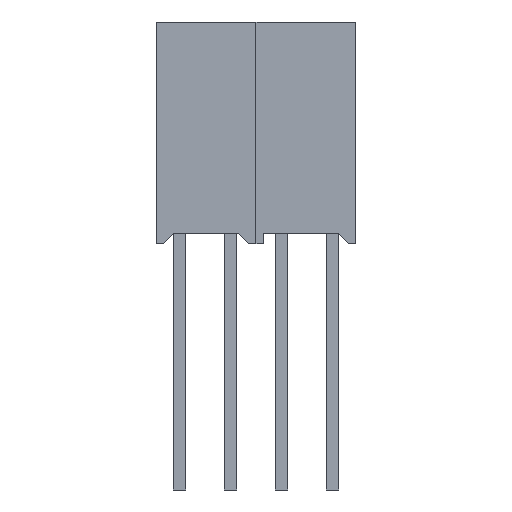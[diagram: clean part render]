
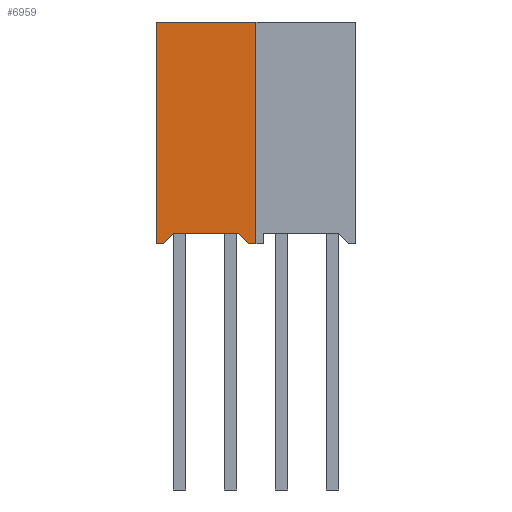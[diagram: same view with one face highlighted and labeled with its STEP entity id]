
A CAD part, left-side view. The second image highlights one B-rep face of the part: STEP entity #6959.
In plain terms, the highlighted planar face has unit normal (-1, 0, 0).
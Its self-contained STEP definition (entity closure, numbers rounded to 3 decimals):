
#72=DIRECTION('',(0.,-1.,0.));
#73=VECTOR('',#72,4.95);
#74=CARTESIAN_POINT('',(-40.8,4.95,0.));
#75=LINE('',#74,#73);
#76=DIRECTION('',(-1.,0.,0.));
#96=CARTESIAN_POINT('',(-40.8,0.,0.));
#918=DIRECTION('',(0.,0.,-1.));
#919=VECTOR('',#918,11.05);
#920=LINE('',#74,#919);
#921=DIRECTION('',(0.,-0.707,-0.707));
#922=VECTOR('',#921,0.707);
#923=CARTESIAN_POINT('',(-40.8,0.855,-10.55));
#924=LINE('',#923,#922);
#925=VECTOR('',#72,3.24);
#926=CARTESIAN_POINT('',(-40.8,4.095,-10.55));
#927=LINE('',#926,#925);
#928=DIRECTION('',(0.,-0.707,0.707));
#929=VECTOR('',#928,0.707);
#930=CARTESIAN_POINT('',(-40.8,4.595,-11.05));
#931=LINE('',#930,#929);
#932=VECTOR('',#72,0.355);
#933=CARTESIAN_POINT('',(-40.8,4.95,-11.05));
#934=LINE('',#933,#932);
#942=CARTESIAN_POINT('',(-40.8,0.355,-11.05));
#943=LINE('',#942,#932);
#944=CARTESIAN_POINT('',(-40.8,0.,-11.05));
#2115=LINE('',#96,#919);
#4553=VERTEX_POINT('',#74);
#4554=VERTEX_POINT('',#96);
#4561=VERTEX_POINT('',#944);
#4568=VERTEX_POINT('',#933);
#4569=VERTEX_POINT('',#930);
#4570=VERTEX_POINT('',#942);
#4583=VERTEX_POINT('',#926);
#4584=VERTEX_POINT('',#923);
#6947=AXIS2_PLACEMENT_3D('',#74,#76,#72);
#6948=PLANE('',#6947);
#6949=ORIENTED_EDGE('',*,*,#18004,.F.);
#6950=ORIENTED_EDGE('',*,*,#18005,.F.);
#6951=ORIENTED_EDGE('',*,*,#17588,.T.);
#6952=ORIENTED_EDGE('',*,*,#18006,.T.);
#6953=ORIENTED_EDGE('',*,*,#18007,.F.);
#6954=ORIENTED_EDGE('',*,*,#18008,.F.);
#6955=ORIENTED_EDGE('',*,*,#18009,.F.);
#6956=ORIENTED_EDGE('',*,*,#18010,.F.);
#6957=EDGE_LOOP('',(#6949,#6950,#6951,#6952,#6953,#6954,#6955,#6956));
#6958=FACE_OUTER_BOUND('',#6957,.F.);
#6959=ADVANCED_FACE('',(#6958),#6948,.T.);
#17588=EDGE_CURVE('',#4553,#4554,#75,.T.);
#18004=EDGE_CURVE('',#4568,#4569,#934,.T.);
#18005=EDGE_CURVE('',#4553,#4568,#920,.T.);
#18006=EDGE_CURVE('',#4554,#4561,#2115,.T.);
#18007=EDGE_CURVE('',#4570,#4561,#943,.T.);
#18008=EDGE_CURVE('',#4584,#4570,#924,.T.);
#18009=EDGE_CURVE('',#4583,#4584,#927,.T.);
#18010=EDGE_CURVE('',#4569,#4583,#931,.T.);
